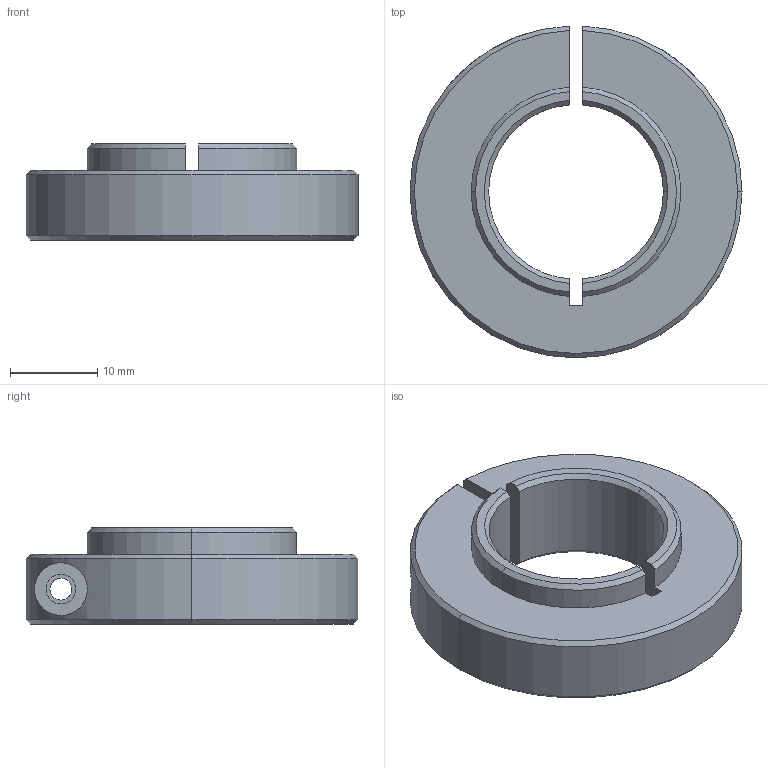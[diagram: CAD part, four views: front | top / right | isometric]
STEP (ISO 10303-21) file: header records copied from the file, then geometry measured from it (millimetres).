
FILE_DESCRIPTION (( 'STEP AP203' ), '1' );
FILE_NAME ('開縫型固定環 SCRS-A6-D38-d20-T11-M3.STEP', '2021-02-25T06:21:44', ( '' ), ( '' ), 'SwSTEP 2.0', 'SolidWorks 2019', '' );
FILE_SCHEMA (( 'CONFIG_CONTROL_DESIGN' ));
Length unit declared in the file: millimetre
Products named in the file (1): 開縫型固定環 SCRS-A6-D38-d20-T11-M3
Bounding box: 38 x 37.99 x 11 mm (x, y, z)
Volume: 6479.6 mm3; surface area: 3718.2 mm2
Topology: 1 solids, 1 shells, 40 faces, 105 edges, 68 vertices
Faces by surface type: cone 15, cylinder 15, plane 10
Entity records: 1446 total; most frequent: CARTESIAN_POINT 372, ORIENTED_EDGE 210, DIRECTION 209, EDGE_CURVE 105, AXIS2_PLACEMENT_3D 83, VERTEX_POINT 68, EDGE_LOOP 45, LINE 43
